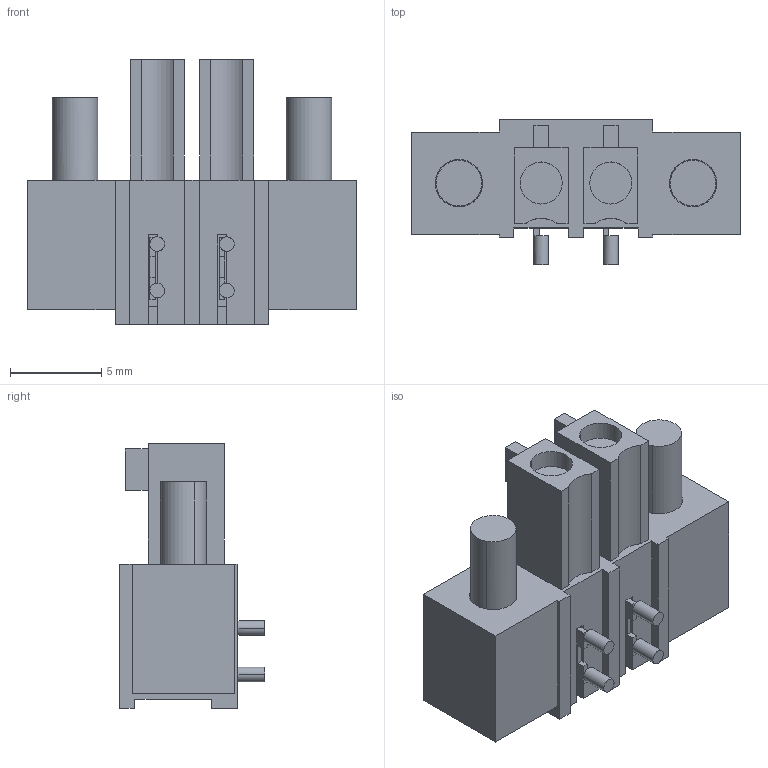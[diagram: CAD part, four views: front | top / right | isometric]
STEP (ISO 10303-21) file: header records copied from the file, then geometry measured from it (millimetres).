
FILE_DESCRIPTION(('CATIA V5 STEP Exchange'),'2;1');
FILE_NAME ('D1460881_0_1975690000_1975690000.stp','2016-11-26T10:07:57+00:00',('none'),('Weidmueller'),'CATIA Version 5-6 Release 2014','CATIA V5 STEP AP203','none');
FILE_SCHEMA(('CONFIG_CONTROL_DESIGN'));
Length unit declared in the file: millimetre
Products named in the file (1): 1975690000_S
Bounding box: 18.01 x 7.95 x 14.5 mm (x, y, z)
Volume: 850 mm3; surface area: 1211 mm2
Topology: 5 solids, 5 shells, 168 faces, 423 edges, 279 vertices
Faces by surface type: plane 134, cylinder 34
Entity records: 4872 total; most frequent: CARTESIAN_POINT 935, ORIENTED_EDGE 846, DIRECTION 685, EDGE_CURVE 423, VECTOR 339, LINE 339, VERTEX_POINT 279, AXIS2_PLACEMENT_3D 208
